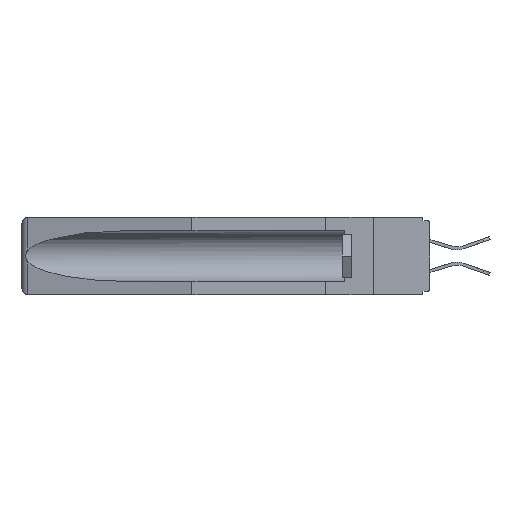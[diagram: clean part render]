
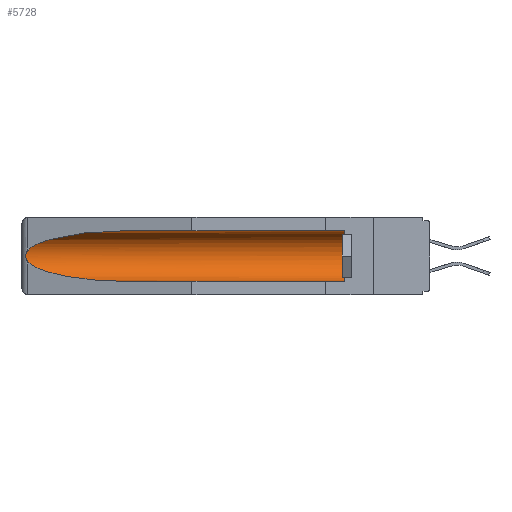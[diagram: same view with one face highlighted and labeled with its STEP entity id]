
A CAD part, left-side view. The second image highlights one B-rep face of the part: STEP entity #5728.
In plain terms, the highlighted cylindrical face has radius 2.857 mm (diameter 5.715 mm), a partial arc.
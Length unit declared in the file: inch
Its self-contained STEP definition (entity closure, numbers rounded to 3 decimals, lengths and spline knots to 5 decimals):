
#191 = ORIENTED_EDGE ( 'NONE', *, *, #20843, .T. ) ;
#855 = CARTESIAN_POINT ( 'NONE',  ( 0.26654, 1.53092, -0.15636 ) ) ;
#1075 = CARTESIAN_POINT ( 'NONE',  ( 0.2673, 1.5327, -0.16383 ) ) ;
#1532 = CARTESIAN_POINT ( 'NONE',  ( 0.155, 1.07973, -0.284 ) ) ;
#1892 = CARTESIAN_POINT ( 'NONE',  ( 0.25451, 1.48313, -0.09465 ) ) ;
#2182 = LINE ( 'NONE', #3644, #13891 ) ;
#3109 = CARTESIAN_POINT ( 'NONE',  ( 0.155, -0.30754, -0.284 ) ) ;
#3644 = CARTESIAN_POINT ( 'NONE',  ( 0.155, -0.30754, -0.059 ) ) ;
#3700 = AXIS2_PLACEMENT_3D ( 'NONE', #19619, #14406, #9585 ) ;
#4272 = CARTESIAN_POINT ( 'NONE',  ( 0.26537, 1.52718, -0.14972 ) ) ;
#4623 = ORIENTED_EDGE ( 'NONE', *, *, #9494, .T. ) ;
#5060 = EDGE_LOOP ( 'NONE', ( #12604, #18104, #191, #13281, #4623, #11380 ) ) ;
#5385 = DIRECTION ( 'NONE',  ( 0., 1., 0. ) ) ;
#5728 = ADVANCED_FACE ( 'NONE', ( #12017 ), #18870, .F. ) ;
#5868 = AXIS2_PLACEMENT_3D ( 'NONE', #16062, #9472, #17749 ) ;
#5917 = CARTESIAN_POINT ( 'NONE',  ( 0.26597, 1.5296, -0.19026 ) ) ;
#5990 = CARTESIAN_POINT ( 'NONE',  ( 0.26655, 1.53094, -0.18657 ) ) ;
#6206 = EDGE_CURVE ( 'NONE', #6530, #17856, #14158, .T. ) ;
#6530 = VERTEX_POINT ( 'NONE', #8677 ) ;
#6777 = CARTESIAN_POINT ( 'NONE',  ( 0.155, 1.07973, -0.059 ) ) ;
#6969 = CARTESIAN_POINT ( 'NONE',  ( 0.21114, 1.30732, -0.284 ) ) ;
#7165 = VERTEX_POINT ( 'NONE', #1532 ) ;
#7754 = CARTESIAN_POINT ( 'NONE',  ( 0.2675, 1.53308, -0.16763 ) ) ;
#8468 = EDGE_CURVE ( 'NONE', #11128, #7165, #19747, .T. ) ;
#8677 = CARTESIAN_POINT ( 'NONE',  ( 0.155, 1.07973, -0.059 ) ) ;
#8790 = VERTEX_POINT ( 'NONE', #18869 ) ;
#8968 = CARTESIAN_POINT ( 'NONE',  ( 0.155, 0.126, -0.284 ) ) ;
#9232 = CARTESIAN_POINT ( 'NONE',  ( 0.2675, 1.53308, -0.17534 ) ) ;
#9472 = DIRECTION ( 'NONE',  ( 0., 1., 0. ) ) ;
#9494 = EDGE_CURVE ( 'NONE', #11128, #11750, #12596, .T. ) ;
#9585 = DIRECTION ( 'NONE',  ( 0., 0., 1. ) ) ;
#10298 = CARTESIAN_POINT ( 'NONE',  ( 0.155, 1.07973, -0.284 ) ) ;
#10386 = CARTESIAN_POINT ( 'NONE',  ( 0.26537, 1.52718, -0.14972 ) ) ;
#10450 = CARTESIAN_POINT ( 'NONE',  ( 0.26537, 1.52718, -0.19328 ) ) ;
#10827 = CARTESIAN_POINT ( 'NONE',  ( 0.26597, 1.52961, -0.15275 ) ) ;
#11128 = VERTEX_POINT ( 'NONE', #8968 ) ;
#11380 = ORIENTED_EDGE ( 'NONE', *, *, #18273, .T. ) ;
#11750 = VERTEX_POINT ( 'NONE', #17039 ) ;
#11999 = CARTESIAN_POINT ( 'NONE',  ( 0.26537, 1.52718, -0.14972 ) ) ;
#12017 = FACE_OUTER_BOUND ( 'NONE', #5060, .T. ) ;
#12117 = CARTESIAN_POINT ( 'NONE',  ( 0.25451, 1.48313, -0.24835 ) ) ;
#12543 = B_SPLINE_CURVE_WITH_KNOTS ( 'NONE', 3,
 ( #4272, #10827, #855, #1075, #7754, #9232, #15896, #5990, #5917, #17580 ),
 .UNSPECIFIED., .F., .F.,
 ( 4, 2, 2, 2, 4 ),
 ( 0., 0.00029, 0.00058, 0.00087, 0.00117 ),
 .UNSPECIFIED. ) ;
#12596 = CIRCLE ( 'NONE', #3700, 0.1125 ) ;
#12604 = ORIENTED_EDGE ( 'NONE', *, *, #6206, .T. ) ;
#13215 =( BOUNDED_CURVE ( )  B_SPLINE_CURVE ( 3, ( #10450, #12117, #6969, #10298 ),
 .UNSPECIFIED., .F., .F. ) 
 B_SPLINE_CURVE_WITH_KNOTS ( ( 4, 4 ),
 ( 0.1948, 1.5708 ),
 .UNSPECIFIED. ) 
 CURVE ( )  GEOMETRIC_REPRESENTATION_ITEM ( )  RATIONAL_B_SPLINE_CURVE ( ( 1., 0.848, 0.848, 1. ) ) 
 REPRESENTATION_ITEM ( '' )  );
#13281 = ORIENTED_EDGE ( 'NONE', *, *, #8468, .F. ) ;
#13891 = VECTOR ( 'NONE', #5385, 39.37008 ) ;
#14158 =( BOUNDED_CURVE ( )  B_SPLINE_CURVE ( 3, ( #6777, #18387, #1892, #11999 ),
 .UNSPECIFIED., .F., .F. ) 
 B_SPLINE_CURVE_WITH_KNOTS ( ( 4, 4 ),
 ( 4.71239, 6.08839 ),
 .UNSPECIFIED. ) 
 CURVE ( )  GEOMETRIC_REPRESENTATION_ITEM ( )  RATIONAL_B_SPLINE_CURVE ( ( 1., 0.848, 0.848, 1. ) ) 
 REPRESENTATION_ITEM ( '' )  );
#14406 = DIRECTION ( 'NONE',  ( 0., -1., 0. ) ) ;
#14674 = DIRECTION ( 'NONE',  ( 0., 1., 0. ) ) ;
#15368 = EDGE_CURVE ( 'NONE', #17856, #8790, #12543, .T. ) ;
#15896 = CARTESIAN_POINT ( 'NONE',  ( 0.2673, 1.53269, -0.17917 ) ) ;
#16062 = CARTESIAN_POINT ( 'NONE',  ( 0.155, -0.30754, -0.1715 ) ) ;
#16341 = VECTOR ( 'NONE', #14674, 39.37008 ) ;
#17039 = CARTESIAN_POINT ( 'NONE',  ( 0.155, 0.126, -0.059 ) ) ;
#17580 = CARTESIAN_POINT ( 'NONE',  ( 0.26537, 1.52718, -0.19328 ) ) ;
#17749 = DIRECTION ( 'NONE',  ( 0., 0., 1. ) ) ;
#17856 = VERTEX_POINT ( 'NONE', #10386 ) ;
#18104 = ORIENTED_EDGE ( 'NONE', *, *, #15368, .T. ) ;
#18273 = EDGE_CURVE ( 'NONE', #11750, #6530, #2182, .T. ) ;
#18387 = CARTESIAN_POINT ( 'NONE',  ( 0.21114, 1.30732, -0.059 ) ) ;
#18869 = CARTESIAN_POINT ( 'NONE',  ( 0.26537, 1.52718, -0.19328 ) ) ;
#18870 = CYLINDRICAL_SURFACE ( 'NONE', #5868, 0.1125 ) ;
#19619 = CARTESIAN_POINT ( 'NONE',  ( 0.155, 0.126, -0.1715 ) ) ;
#19747 = LINE ( 'NONE', #3109, #16341 ) ;
#20843 = EDGE_CURVE ( 'NONE', #8790, #7165, #13215, .T. ) ;
